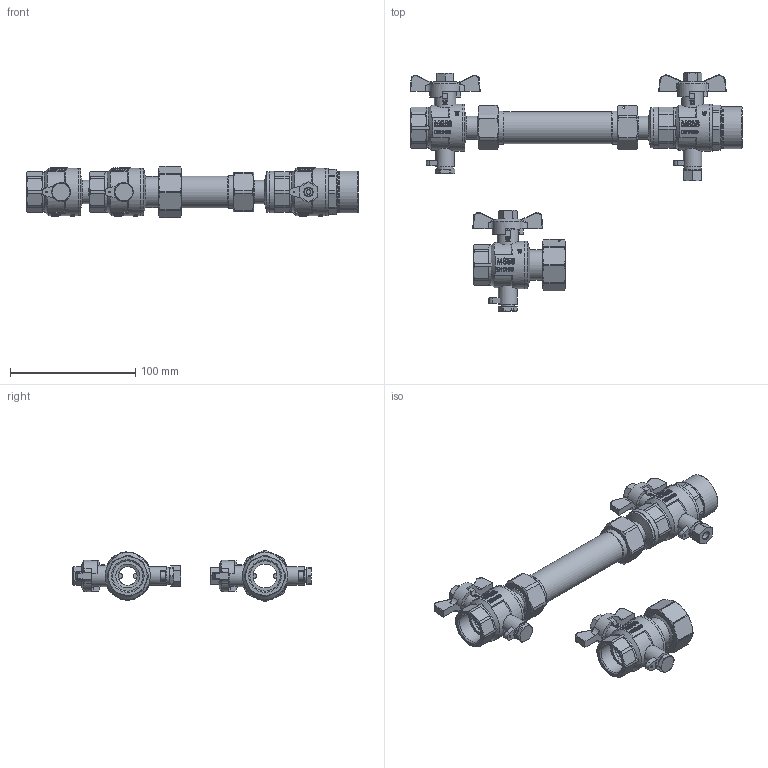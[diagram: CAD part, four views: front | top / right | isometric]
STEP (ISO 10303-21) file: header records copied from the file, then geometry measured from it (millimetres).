
FILE_DESCRIPTION(/* description */ ('Unknown'),/* implementation_level */ '2;1');
FILE_NAME(/* name */ '80230031',/* time_stamp */ '2023-07-12T12:02:13+02:00',/* author */ ('Unknown'),/* organization */ ('Unknown'),/* preprocessor_version */ 'ST-DEVELOPER v18.102',/* originating_system */ 'Solid Edge',/* authorisation */ 'Unknown');
FILE_SCHEMA (('AUTOMOTIVE_DESIGN {1 0 10303 214 3 1 1}'));
Length unit declared in the file: millimetre
Products named in the file (52): 80230031; nippel-110-red; 722-55_oa_0; 722-55-Einschraubteil-co; Einschraubteil; 97000077_24x15x2 - 3_4; sperring; Überwurfmutter_3_4; B1; F-griff.1; M8-1_2-3_4.1; Kvrper-co_oa_1; Körper_; Dichtung_0; Schtaube; Spindel-co_oa_2; Stopfbuchse; Spindel; 725_55; StoppRing; Speerring; Dichtung; Stütze; Überwurfmutter; O-Ring; 722-56_oa_3; F-griff; M8-1_2-3_4; Kvrper-co_oa_4; Kvrper; Spindel-co_oa_5; 722-56-Verschr-co; Überwurfmutter_1; Sperring; 711-56_Adapter f黵 Kapilarleitung; 711-56-Einschraubteil; dichtung; 711-Spindel; spindeldichtung; o-ring ...
Assembly tree (52 placements, depth 4):
  80230031
    nippel-110-red
    722-55_oa_0
      722-55-Einschraubteil-co
        Einschraubteil
        97000077_24x15x2 - 3_4
        sperring
        Überwurfmutter_3_4
      B1
        F-griff.1
        M8-1_2-3_4.1
      Kvrper-co_oa_1
        Körper_
        Dichtung_0
        Schtaube
      Spindel-co_oa_2
        Stopfbuchse
        Spindel
    725_55
      StoppRing
      Speerring
      Dichtung
      Stütze
      Überwurfmutter
      O-Ring
    722-56_oa_3
      B1
        F-griff
        M8-1_2-3_4
      Kvrper-co_oa_4
        Kvrper
        Schtaube
      Spindel-co_oa_5
        Stopfbuchse
        Spindel
      722-56-Verschr-co
        Überwurfmutter_1
        Sperring
        Einschraubteil
        Dichtung
    711-56_Adapter f黵 Kapilarleitung
      711-56-Einschraubteil
      Körper_
      dichtung
      711-Spindel
        spindeldichtung
        o-ring
        stopfbuchse
        Spindel
      Adapter f. Kapilarleitung 1_16
      Fl_gel-Griff-co
        600-1_4-3_4-Fl_gelgriff
        600-1_2-Mutter-Fl-G
Bounding box: 264.85 x 190.13 x 40.8 mm (x, y, z)
Volume: 160648.2 mm3; surface area: 115620.6 mm2
Topology: 38 solids, 38 shells, 3662 faces, 10128 edges, 6719 vertices
Faces by surface type: plane 2912, cylinder 462, cone 221, bspline 36, sphere 22, torus 9
Full cylindrical faces by diameter (mm): 1.5 x5, 3.5 x1, 5 x2, 5.9 x3, 6.561 x1, 6.6 x2, 6.7 x2, 6.75 x3, 8.9 x2, 8.92 x3, 9 x8, 9.1 x3, 10 x6, 10.5 x3, 11 x3, 12 x3, 12.5 x4, 13 x1, 14 x4, 15 x5, 16 x4, 17 x3, 18.5 x3, 18.6 x2, 19 x5, 19.05 x1, 20 x2, 21.6 x2, 22 x1, 23 x1
Entity records: 99177 total; most frequent: CARTESIAN_POINT 27871, DIRECTION 15896, ORIENTED_EDGE 14208, EDGE_CURVE 7104, AXIS2_PLACEMENT_3D 6571, VERTEX_POINT 4836, FACE_BOUND 3124, EDGE_LOOP 3120
